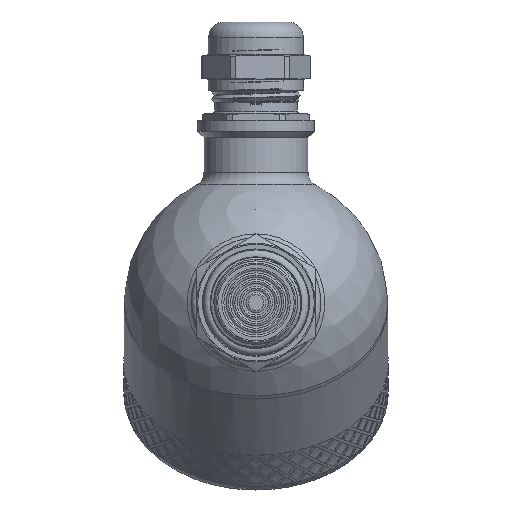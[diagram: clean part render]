
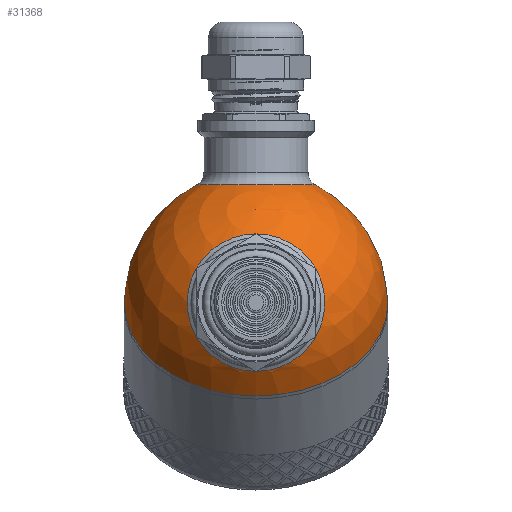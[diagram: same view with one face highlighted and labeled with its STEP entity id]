
A CAD part, left-side view. The second image highlights one B-rep face of the part: STEP entity #31368.
In plain terms, the highlighted spherical face has radius 30 mm.
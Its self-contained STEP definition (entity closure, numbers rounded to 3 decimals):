
#16=SPHERICAL_SURFACE('',#32934,30.);
#735=FACE_BOUND('',#10806,.T.);
#736=FACE_BOUND('',#10807,.T.);
#8662=FACE_OUTER_BOUND('',#10805,.T.);
#10805=EDGE_LOOP('',(#28439,#28440,#28441,#28442));
#10806=EDGE_LOOP('',(#28443));
#10807=EDGE_LOOP('',(#28444));
#11526=CIRCLE('',#32931,15.643);
#11529=CIRCLE('',#32935,30.);
#11530=CIRCLE('',#32936,30.);
#11531=CIRCLE('',#32937,30.);
#11532=CIRCLE('',#32938,13.5);
#14637=VERTEX_POINT('',#74224);
#14639=VERTEX_POINT('',#74230);
#14640=VERTEX_POINT('',#74231);
#14641=VERTEX_POINT('',#74233);
#14642=VERTEX_POINT('',#74236);
#19277=EDGE_CURVE('',#14637,#14637,#11526,.T.);
#19280=EDGE_CURVE('',#14639,#14640,#11529,.T.);
#19281=EDGE_CURVE('',#14639,#14641,#11530,.T.);
#19282=EDGE_CURVE('',#14640,#14639,#11531,.T.);
#19283=EDGE_CURVE('',#14642,#14642,#11532,.T.);
#28439=ORIENTED_EDGE('',*,*,#19280,.F.);
#28440=ORIENTED_EDGE('',*,*,#19281,.T.);
#28441=ORIENTED_EDGE('',*,*,#19281,.F.);
#28442=ORIENTED_EDGE('',*,*,#19282,.F.);
#28443=ORIENTED_EDGE('',*,*,#19277,.F.);
#28444=ORIENTED_EDGE('',*,*,#19283,.F.);
#31368=ADVANCED_FACE('',(#8662,#735,#736),#16,.T.);
#32931=AXIS2_PLACEMENT_3D('',#74225,#36703,#36704);
#32934=AXIS2_PLACEMENT_3D('',#74229,#36709,#36710);
#32935=AXIS2_PLACEMENT_3D('',#74232,#36711,#36712);
#32936=AXIS2_PLACEMENT_3D('',#74234,#36713,#36714);
#32937=AXIS2_PLACEMENT_3D('',#74235,#36715,#36716);
#32938=AXIS2_PLACEMENT_3D('',#74237,#36717,#36718);
#36703=DIRECTION('center_axis',(-0.707,0.,0.707));
#36704=DIRECTION('ref_axis',(0.707,0.,0.707));
#36709=DIRECTION('center_axis',(1.,0.,0.));
#36710=DIRECTION('ref_axis',(0.,-1.,0.));
#36711=DIRECTION('center_axis',(1.,0.,0.));
#36712=DIRECTION('ref_axis',(0.,1.,0.));
#36713=DIRECTION('center_axis',(0.,0.,1.));
#36714=DIRECTION('ref_axis',(0.,1.,0.));
#36715=DIRECTION('center_axis',(1.,0.,0.));
#36716=DIRECTION('ref_axis',(0.,1.,0.));
#36717=DIRECTION('center_axis',(-0.707,0.,-0.707));
#36718=DIRECTION('ref_axis',(-0.707,0.,0.707));
#74224=CARTESIAN_POINT('',(-29.162,0.,7.04));
#74225=CARTESIAN_POINT('Origin',(-18.101,0.,18.101));
#74229=CARTESIAN_POINT('Origin',(0.,0.,0.));
#74230=CARTESIAN_POINT('',(0.,30.,0.));
#74231=CARTESIAN_POINT('',(0.,-30.,0.));
#74232=CARTESIAN_POINT('Origin',(0.,0.,0.));
#74233=CARTESIAN_POINT('',(-30.,0.,0.));
#74234=CARTESIAN_POINT('Origin',(0.,0.,0.));
#74235=CARTESIAN_POINT('Origin',(0.,0.,0.));
#74236=CARTESIAN_POINT('',(-9.398,0.,-28.49));
#74237=CARTESIAN_POINT('Origin',(-18.944,0.,-18.944));
